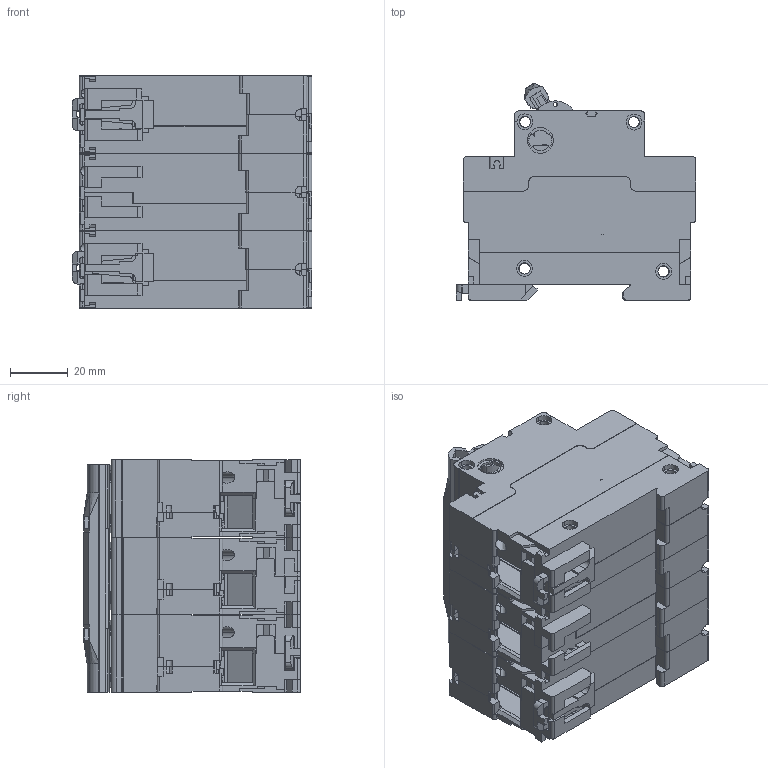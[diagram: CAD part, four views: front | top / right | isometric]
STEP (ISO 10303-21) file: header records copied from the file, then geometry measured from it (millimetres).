
FILE_DESCRIPTION (( 'STEP AP203' ), '1' );
FILE_NAME ('P2MB 3P.STEP', '2018-04-27T07:51:55', ( '' ), ( '' ), 'SwSTEP 2.0', 'SolidWorks 2011', '' );
FILE_SCHEMA (( 'CONFIG_CONTROL_DESIGN' ));
Length unit declared in the file: millimetre
Products named in the file (8): P2MB 3P; 8LD.253.110; 8LD.253.108; 8LD.143.115; 8LD.315.174; 8LD.315.173; 8LD.024.222; 8LD.024.221
Assembly tree (12 placements, depth 2):
  P2MB 3P
    8LD.315.174
    8LD.253.108  x3
    8LD.024.221
    8LD.024.222  x2
    8LD.315.173  x2
    8LD.143.115  x2
    8LD.253.110
Bounding box: 82.89 x 75.17 x 80.4 mm (x, y, z)
Volume: 117321.4 mm3; surface area: 151191.6 mm2
Topology: 12 solids, 12 shells, 4407 faces, 12444 edges, 8158 vertices
Faces by surface type: plane 3170, cylinder 957, cone 164, bspline 96, torus 20
Entity records: 94474 total; most frequent: CARTESIAN_POINT 18722, ORIENTED_EDGE 16200, DIRECTION 14839, EDGE_CURVE 8100, VECTOR 6285, LINE 6285, VERTEX_POINT 5312, AXIS2_PLACEMENT_3D 4277
